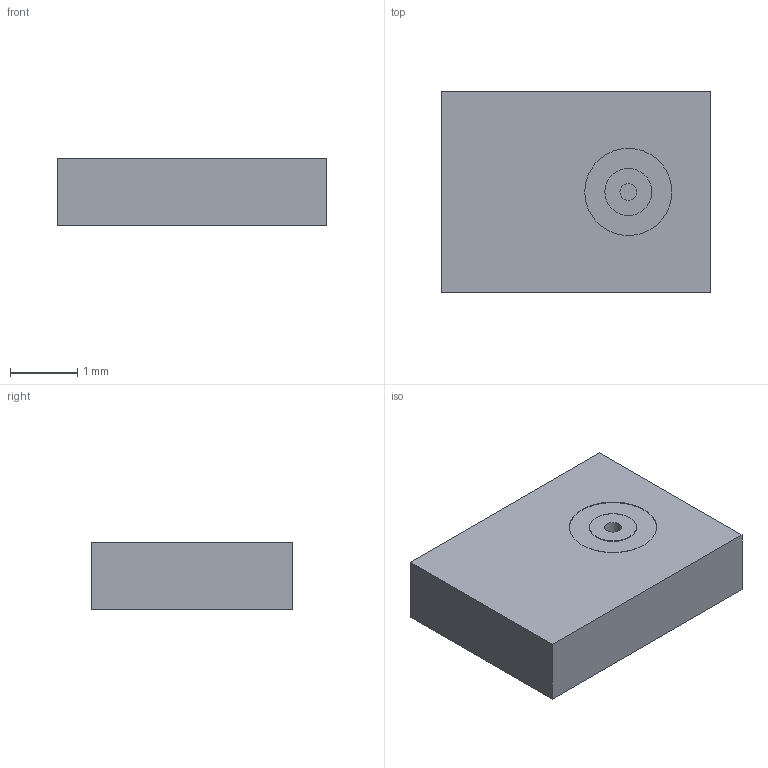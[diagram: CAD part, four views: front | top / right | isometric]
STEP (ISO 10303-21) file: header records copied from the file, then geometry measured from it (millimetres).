
FILE_DESCRIPTION(/* description */ (''),/* implementation_level */ '2;1');
FILE_NAME(/* name */ 'IMP34DT05 v2.step',/* time_stamp */ '2020-09-24T15:25:21-05:00',/* author */ (''),/* organization */ (''),/* preprocessor_version */ 'ST-DEVELOPER v18.1',/* originating_system */ 'Autodesk Translation Framework v9.3.0.1241',/* authorisation */ '');
FILE_SCHEMA (('AUTOMOTIVE_DESIGN { 1 0 10303 214 3 1 1 }'));
Length unit declared in the file: millimetre
Products named in the file (1): IMP34DT05
Bounding box: 4 x 3 x 1.01 mm (x, y, z)
Volume: 12 mm3; surface area: 38.8 mm2
Topology: 1 solids, 1 shells, 47 faces, 108 edges, 72 vertices
Faces by surface type: plane 40, cylinder 7
Full cylindrical faces by diameter (mm): 0.25 x1, 0.7 x1, 1.3 x1
Entity records: 1366 total; most frequent: CARTESIAN_POINT 228, DIRECTION 218, ORIENTED_EDGE 216, EDGE_CURVE 108, LINE 94, VECTOR 94, VERTEX_POINT 72, AXIS2_PLACEMENT_3D 62
